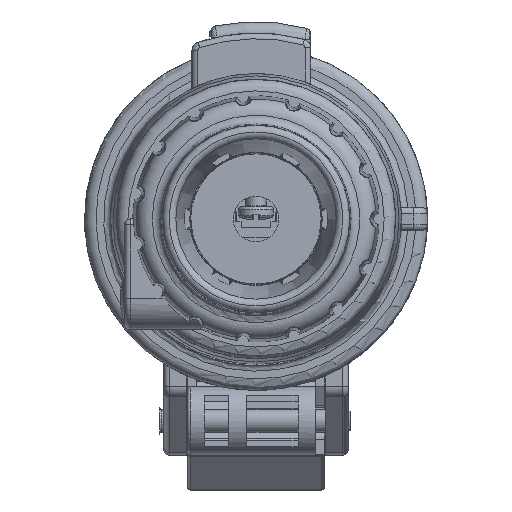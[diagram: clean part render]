
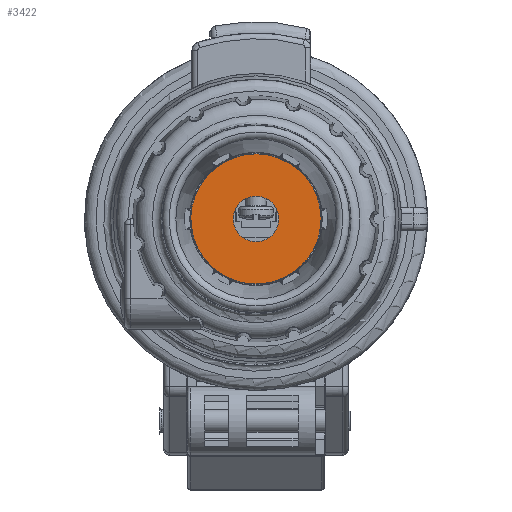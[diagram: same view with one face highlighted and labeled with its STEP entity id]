
A CAD part, front view. The second image highlights one B-rep face of the part: STEP entity #3422.
In plain terms, the highlighted planar face has unit normal (0, -1, 0).
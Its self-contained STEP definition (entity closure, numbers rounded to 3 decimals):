
#1027=FACE_BOUND('',#6688,.T.);
#1028=FACE_BOUND('',#6689,.T.);
#3422=ADVANCED_FACE('',(#1027,#1028),#4288,.T.);
#4288=PLANE('',#25435);
#6688=EDGE_LOOP('',(#13183));
#6689=EDGE_LOOP('',(#13184));
#7880=CIRCLE('',#25428,14.3);
#7883=CIRCLE('',#25433,3.95);
#13183=ORIENTED_EDGE('',*,*,#20104,.T.);
#13184=ORIENTED_EDGE('',*,*,#20107,.F.);
#16964=VERTEX_POINT('',#44268);
#16967=VERTEX_POINT('',#44276);
#20104=EDGE_CURVE('',#16964,#16964,#7880,.T.);
#20107=EDGE_CURVE('',#16967,#16967,#7883,.T.);
#25428=AXIS2_PLACEMENT_3D('',#44267,#30681,#30682);
#25433=AXIS2_PLACEMENT_3D('',#44275,#30691,#30692);
#25435=AXIS2_PLACEMENT_3D('',#44278,#30695,#30696);
#30681=DIRECTION('',(0.,-1.,0.));
#30682=DIRECTION('',(-1.,0.,0.));
#30691=DIRECTION('',(0.,-1.,0.));
#30692=DIRECTION('',(-1.,0.,0.));
#30695=DIRECTION('',(0.,-1.,0.));
#30696=DIRECTION('',(0.,0.,1.));
#44267=CARTESIAN_POINT('',(0.,-89.854,0.));
#44268=CARTESIAN_POINT('',(-14.3,-89.854,0.));
#44275=CARTESIAN_POINT('',(0.,-89.854,0.));
#44276=CARTESIAN_POINT('',(-3.95,-89.854,0.));
#44278=CARTESIAN_POINT('',(-28.6,-89.854,28.6));
